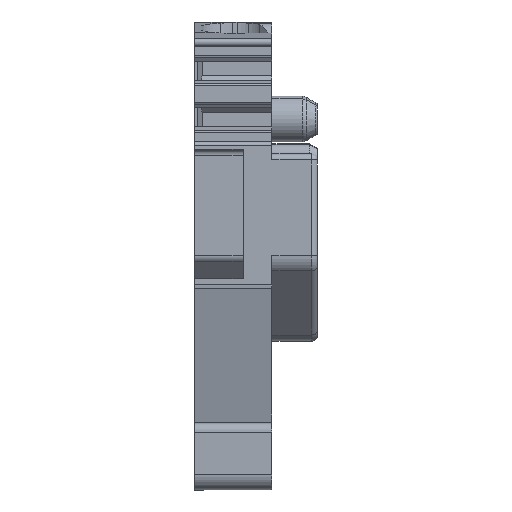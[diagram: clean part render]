
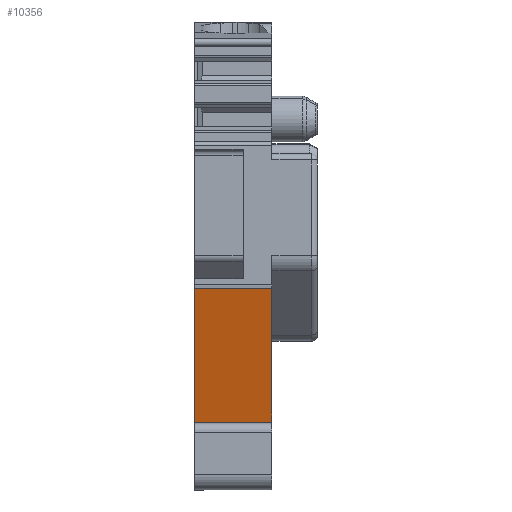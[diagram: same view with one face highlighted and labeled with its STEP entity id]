
A CAD part, front view. The second image highlights one B-rep face of the part: STEP entity #10356.
In plain terms, the highlighted planar face has unit normal (0, -0.966, -0.26).
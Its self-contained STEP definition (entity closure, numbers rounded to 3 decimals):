
#10343=AXIS2_PLACEMENT_3D('Plane Axis2P3D',#10340,#10341,#10342) ;
#8473=CARTESIAN_POINT('Vertex',(5.1,0.034,13.263)) ;
#8478=CARTESIAN_POINT('Line Origine',(5.1,1.4,8.18)) ;
#8482=CARTESIAN_POINT('Vertex',(5.1,2.766,3.097)) ;
#9398=CARTESIAN_POINT('Vertex',(0.,2.766,3.097)) ;
#9401=CARTESIAN_POINT('Line Origine',(0.,1.4,8.18)) ;
#9405=CARTESIAN_POINT('Vertex',(0.,0.034,13.263)) ;
#10251=CARTESIAN_POINT('Line Origine',(2.55,2.766,3.097)) ;
#10340=CARTESIAN_POINT('Axis2P3D Location',(5.1,0.034,13.263)) ;
#10345=CARTESIAN_POINT('Line Origine',(2.55,0.034,13.263)) ;
#8479=DIRECTION('Vector Direction',(0.,0.26,-0.966)) ;
#9402=DIRECTION('Vector Direction',(0.,0.26,-0.966)) ;
#10252=DIRECTION('Vector Direction',(-1.,0.,0.)) ;
#10341=DIRECTION('Axis2P3D Direction',(0.,0.966,0.26)) ;
#10342=DIRECTION('Axis2P3D XDirection',(0.,0.26,-0.966)) ;
#10346=DIRECTION('Vector Direction',(-1.,0.,0.)) ;
#8480=VECTOR('Line Direction',#8479,1.) ;
#9403=VECTOR('Line Direction',#9402,1.) ;
#10253=VECTOR('Line Direction',#10252,1.) ;
#10347=VECTOR('Line Direction',#10346,1.) ;
#10351=ORIENTED_EDGE('',*,*,#10255,.F.) ;
#10352=ORIENTED_EDGE('',*,*,#8484,.T.) ;
#10353=ORIENTED_EDGE('',*,*,#10349,.T.) ;
#10354=ORIENTED_EDGE('',*,*,#9407,.F.) ;
#10356=ADVANCED_FACE('MLD',(#10355),#10344,.F.) ;
#8484=EDGE_CURVE('',#8483,#8474,#8481,.F.) ;
#9407=EDGE_CURVE('',#9399,#9406,#9404,.F.) ;
#10255=EDGE_CURVE('',#8483,#9399,#10254,.T.) ;
#10349=EDGE_CURVE('',#8474,#9406,#10348,.T.) ;
#10350=EDGE_LOOP('',(#10351,#10352,#10353,#10354)) ;
#10355=FACE_OUTER_BOUND('',#10350,.T.) ;
#8481=LINE('Line',#8478,#8480) ;
#9404=LINE('Line',#9401,#9403) ;
#10254=LINE('Line',#10251,#10253) ;
#10348=LINE('Line',#10345,#10347) ;
#10344=PLANE('',#10343) ;
#8474=VERTEX_POINT('',#8473) ;
#8483=VERTEX_POINT('',#8482) ;
#9399=VERTEX_POINT('',#9398) ;
#9406=VERTEX_POINT('',#9405) ;
